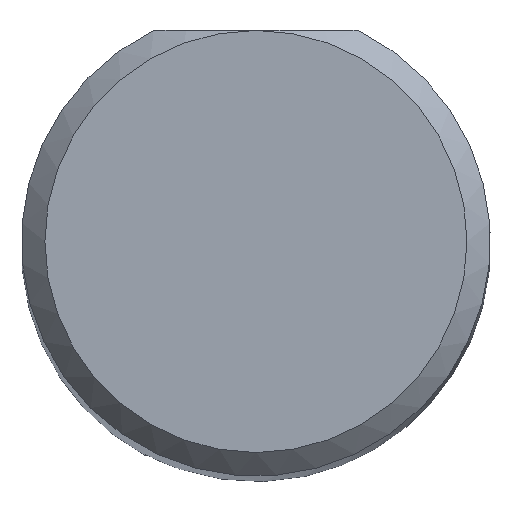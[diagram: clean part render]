
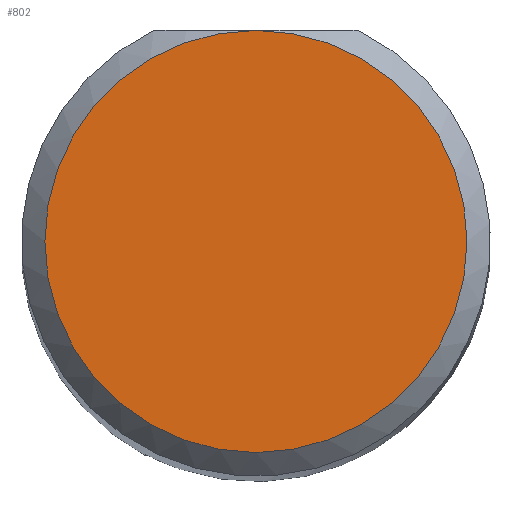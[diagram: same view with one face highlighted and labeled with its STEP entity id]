
A CAD part, top view. The second image highlights one B-rep face of the part: STEP entity #802.
In plain terms, the highlighted planar face has unit normal (0, 0, 1).
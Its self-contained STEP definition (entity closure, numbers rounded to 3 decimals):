
#71 = VERTEX_POINT ( 'NONE', #472 ) ;
#85 = DIRECTION ( 'NONE',  ( -1., 0., 0. ) ) ;
#88 = DIRECTION ( 'NONE',  ( 0., 0., -1. ) ) ;
#89 = CARTESIAN_POINT ( 'NONE',  ( 0., 0., 0. ) ) ;
#202 = DIRECTION ( 'NONE',  ( 1., 0., 0. ) ) ;
#204 = DIRECTION ( 'NONE',  ( 0., 0., 1. ) ) ;
#208 = CARTESIAN_POINT ( 'NONE',  ( 0., 0., 0. ) ) ;
#239 = PLANE ( 'NONE',  #846 ) ;
#452 = ORIENTED_EDGE ( 'NONE', *, *, #855, .F. ) ;
#472 = CARTESIAN_POINT ( 'NONE',  ( 0., 9., 0. ) ) ;
#556 = EDGE_LOOP ( 'NONE', ( #452 ) ) ;
#802 = ADVANCED_FACE ( 'NONE', ( #878 ), #239, .T. ) ;
#846 = AXIS2_PLACEMENT_3D ( 'NONE', #208, #204, #202 ) ;
#855 = EDGE_CURVE ( 'NONE', #71, #71, #904, .T. ) ;
#878 = FACE_OUTER_BOUND ( 'NONE', #556, .T. ) ;
#904 = CIRCLE ( 'NONE', #940, 9. ) ;
#940 = AXIS2_PLACEMENT_3D ( 'NONE', #89, #88, #85 ) ;
